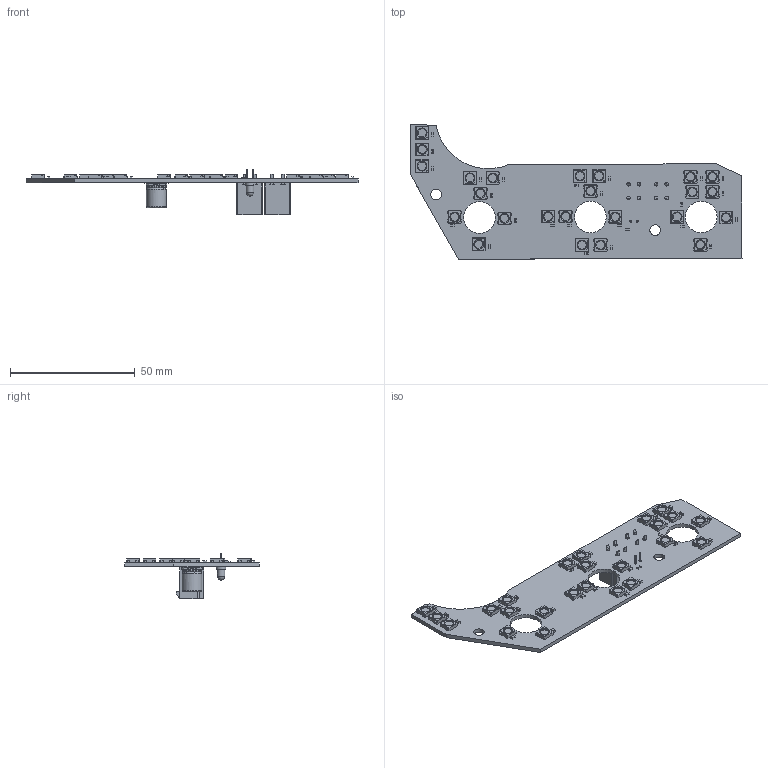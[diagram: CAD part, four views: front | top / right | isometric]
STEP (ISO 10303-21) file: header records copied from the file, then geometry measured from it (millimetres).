
FILE_DESCRIPTION(('KiCad electronic assembly'),'2;1');
FILE_NAME('ELEC PANEL.step','2023-04-01T12:25:02',('Pcbnew'),('Kicad'), 'Open CASCADE STEP processor 7.6','KiCad to STEP converter','Unknown' );
FILE_SCHEMA(('AUTOMOTIVE_DESIGN { 1 0 10303 214 1 1 1 1 }'));
Length unit declared in the file: millimetre
Products named in the file (14): ELEC PANEL 1; LED_WS2812B_PLCC4_5.0x5.0mm_P3.2mm; SOLID; R_0603_1608Metric; C_0603_1608Metric; CP_Elec_8x10; LED_D3.0mm; Molex_Mini-Fit_Jr_5566-04A_2x02_P4.20mm_Vertical; ELEC PANEL PCB
Assembly tree (60 placements, depth 3):
  ELEC PANEL 1
    LED_WS2812B_PLCC4_5.0x5.0mm_P3.2mm  x24
      SOLID
    R_0603_1608Metric
      SOLID
    C_0603_1608Metric  x24
      SOLID
    CP_Elec_8x10
      SOLID
    LED_D3.0mm
      SOLID
    Molex_Mini-Fit_Jr_5566-04A_2x02_P4.20mm_Vertical  x2
      SOLID
    ELEC PANEL PCB
Bounding box: 133.12 x 53.82 x 18.3 mm (x, y, z)
Volume: 10046.5 mm3; surface area: 15463.4 mm2
Topology: 54 solids, 54 shells, 2670 faces, 7515 edges, 4955 vertices
Faces by surface type: plane 1784, cylinder 854, cone 24, torus 4, bspline 2, revolution 1, sphere 1
Full cylindrical faces by diameter (mm): 0.9 x2, 1.4 x8, 3 x1, 3.333 x24, 4.3 x2, 8 x2, 12.7 x3
Entity records: 24606 total; most frequent: CARTESIAN_POINT 4579, DIRECTION 3541, LINE 2373, VECTOR 2373, ORIENTED_EDGE 1788, PCURVE 1788, DEFINITIONAL_REPRESENTATION 1788, EDGE_CURVE 894
